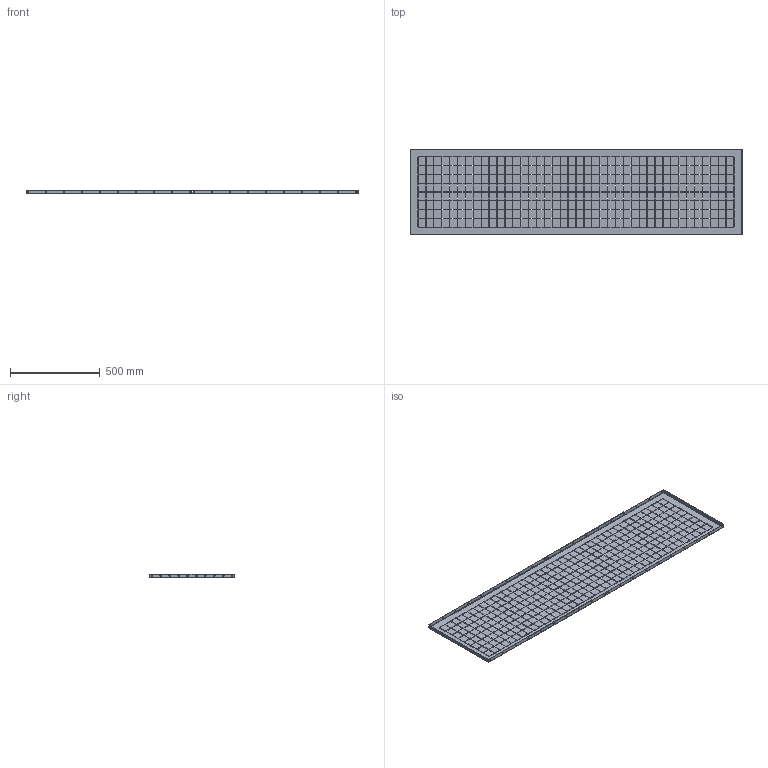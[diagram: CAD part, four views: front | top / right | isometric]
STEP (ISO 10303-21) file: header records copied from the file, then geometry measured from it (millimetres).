
FILE_DESCRIPTION (( 'STEP AP214' ), '1' );
FILE_NAME ('ÌÈ-2569.00.00.001 Ïåðåãîðîäêà âåðòèêàëüíàÿ ïî ãëóáèíå øêàôà 2000õ600.STEP', '2022-12-09T06:23:25', ( '' ), ( '' ), 'SwSTEP 2.0', 'SolidWorks 2021', '' );
FILE_SCHEMA (( 'AUTOMOTIVE_DESIGN' ));
Products named in the file (1): ÌÈ-2569.00.00.001 Ïåðåãîðîäêà âåðòèêàëüíàÿ ïî ãëóáèíå øêàôà 2000õ600
Bounding box: 1849 x 475 x 21 mm (x, y, z)
Volume: 909352.2 mm3; surface area: 1883969.4 mm2
Topology: 1 solids, 1 shells, 2910 faces, 8692 edges, 5784 vertices
Faces by surface type: plane 2778, cylinder 124, bspline 8
Entity records: 99631 total; most frequent: CARTESIAN_POINT 18148, ORIENTED_EDGE 17384, DIRECTION 14702, EDGE_CURVE 8692, VECTOR 8432, LINE 8432, VERTEX_POINT 5784, EDGE_LOOP 4402
